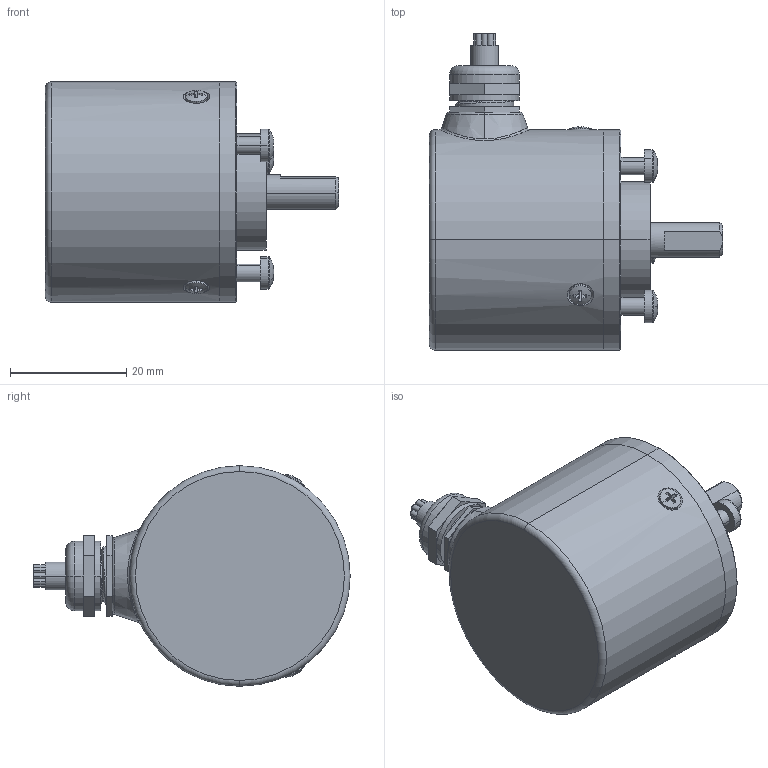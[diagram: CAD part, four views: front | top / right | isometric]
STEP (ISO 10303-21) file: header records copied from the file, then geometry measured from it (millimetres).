
FILE_DESCRIPTION (( 'STEP AP214' ), '1' );
FILE_NAME ('38 mm OD, 6 mm Shaft, Incremental Optical Rotary Encoder.STEP', '2021-06-01T02:08:02', ( '' ), ( '' ), 'SwSTEP 2.0', 'SolidWorks 2018', '' );
FILE_SCHEMA (( 'AUTOMOTIVE_DESIGN' ));
Length unit declared in the file: millimetre
Products named in the file (12): Shaft, 38 mm OD, 6 mm Shaft, Incremental Optical Rotary Encoder; oval head_am_B18.6.7M - M2 x 0.4 x 4 Type I Cross Recessed OHMS --4N; 696Z Ball Bearing, 38 mm OD, 6 mm Shaft, Incremental Optical Rotary Encoder_default; Grommet, 38 mm OD, 6 mm Shaft, Incremental Optical Rotary Encoder; Cable, 38 mm OD, 6 mm Shaft, Incremental Optical Rotary Encoder; Shaft Holding Body, 38 mm OD, 6 mm Shaft, Incremental Optical Rotary Encoder; 38 mm OD, 6 mm Shaft, Incremental Optical Rotary Encoder; pan cross head_am_B18.6.7M - M3 x 0.5 x 8 Type I Cross Recessed PHMS --8N; Cable Gland Coupling Nut, 38 mm OD, 6 mm Shaft, Incremental Optical Rotary Encoder; c-ring external retaining ring_am_B27.8M - 3FM1-6; Encasing, 38 mm OD, 6 mm Shaft, Incremental Optical Rotary Encoder; Cable Gland Coupling Fastening Nut, 38 mm OD, 6 mm Shaft, Incremental Optical Rotary Encoder
Assembly tree (15 placements, depth 2):
  38 mm OD, 6 mm Shaft, Incremental Optical Rotary Encoder
    Encasing, 38 mm OD, 6 mm Shaft, Incremental Optical Rotary Encoder
    Shaft Holding Body, 38 mm OD, 6 mm Shaft, Incremental Optical Rotary Encoder
    696Z Ball Bearing, 38 mm OD, 6 mm Shaft, Incremental Optical Rotary Encoder_default
    Shaft, 38 mm OD, 6 mm Shaft, Incremental Optical Rotary Encoder
    Grommet, 38 mm OD, 6 mm Shaft, Incremental Optical Rotary Encoder
    Cable Gland Coupling Nut, 38 mm OD, 6 mm Shaft, Incremental Optical Rotary Encoder
    Cable Gland Coupling Fastening Nut, 38 mm OD, 6 mm Shaft, Incremental Optical Rotary Encoder
    Cable, 38 mm OD, 6 mm Shaft, Incremental Optical Rotary Encoder
    oval head_am_B18.6.7M - M2 x 0.4 x 4 Type I Cross Recessed OHMS --4N  x3
    c-ring external retaining ring_am_B27.8M - 3FM1-6
    pan cross head_am_B18.6.7M - M3 x 0.5 x 8 Type I Cross Recessed PHMS --8N  x3
Bounding box: 50.5 x 54.5 x 38 mm (x, y, z)
Volume: 17856.7 mm3; surface area: 18892.1 mm2
Topology: 30 solids, 30 shells, 444 faces, 1025 edges, 632 vertices
Faces by surface type: plane 164, cylinder 161, cone 51, sphere 36, torus 20, bspline 12
Entity records: 13874 total; most frequent: CARTESIAN_POINT 4977, DIRECTION 1713, ORIENTED_EDGE 1502, EDGE_CURVE 751, AXIS2_PLACEMENT_3D 715, VERTEX_POINT 480, EDGE_LOOP 409, CIRCLE 355
